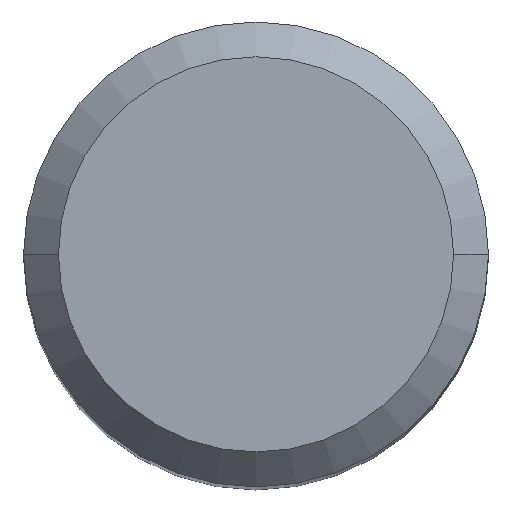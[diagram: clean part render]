
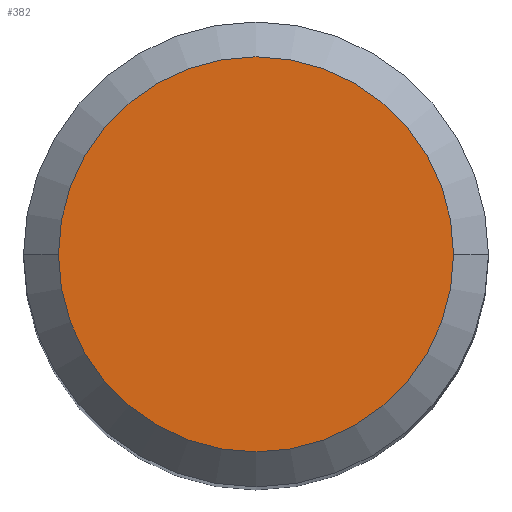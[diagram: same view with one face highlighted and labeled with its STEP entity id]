
A CAD part, top view. The second image highlights one B-rep face of the part: STEP entity #382.
In plain terms, the highlighted planar face has unit normal (0, 0, 1).
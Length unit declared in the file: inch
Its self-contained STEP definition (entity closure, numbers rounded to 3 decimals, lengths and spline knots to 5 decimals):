
#58 = VERTEX_POINT ( 'NONE', #103 ) ;
#77 = AXIS2_PLACEMENT_3D ( 'NONE', #102, #258, #192 ) ;
#102 = CARTESIAN_POINT ( 'NONE',  ( 0., 0., 0. ) ) ;
#103 = CARTESIAN_POINT ( 'NONE',  ( -0.16732, 0., 0. ) ) ;
#121 = CARTESIAN_POINT ( 'NONE',  ( 0., 0., 0. ) ) ;
#149 = CIRCLE ( 'NONE', #77, 0.16732 ) ;
#182 = EDGE_CURVE ( 'NONE', #243, #58, #241, .T. ) ;
#192 = DIRECTION ( 'NONE',  ( 1., 0., 0. ) ) ;
#196 = DIRECTION ( 'NONE',  ( 1., 0., 0. ) ) ;
#204 = ORIENTED_EDGE ( 'NONE', *, *, #182, .T. ) ;
#215 = ORIENTED_EDGE ( 'NONE', *, *, #441, .T. ) ;
#229 = AXIS2_PLACEMENT_3D ( 'NONE', #476, #297, #443 ) ;
#241 = CIRCLE ( 'NONE', #482, 0.16732 ) ;
#243 = VERTEX_POINT ( 'NONE', #285 ) ;
#254 = FACE_OUTER_BOUND ( 'NONE', #277, .T. ) ;
#258 = DIRECTION ( 'NONE',  ( 0., 0., 1. ) ) ;
#277 = EDGE_LOOP ( 'NONE', ( #215, #204 ) ) ;
#285 = CARTESIAN_POINT ( 'NONE',  ( 0.16732, 0., 0. ) ) ;
#297 = DIRECTION ( 'NONE',  ( 0., 0., -1. ) ) ;
#327 = PLANE ( 'NONE',  #229 ) ;
#382 = ADVANCED_FACE ( 'NONE', ( #254 ), #327, .F. ) ;
#418 = DIRECTION ( 'NONE',  ( 0., 0., 1. ) ) ;
#441 = EDGE_CURVE ( 'NONE', #58, #243, #149, .T. ) ;
#443 = DIRECTION ( 'NONE',  ( -1., 0., 0. ) ) ;
#476 = CARTESIAN_POINT ( 'NONE',  ( 0., 0., 0. ) ) ;
#482 = AXIS2_PLACEMENT_3D ( 'NONE', #121, #418, #196 ) ;
